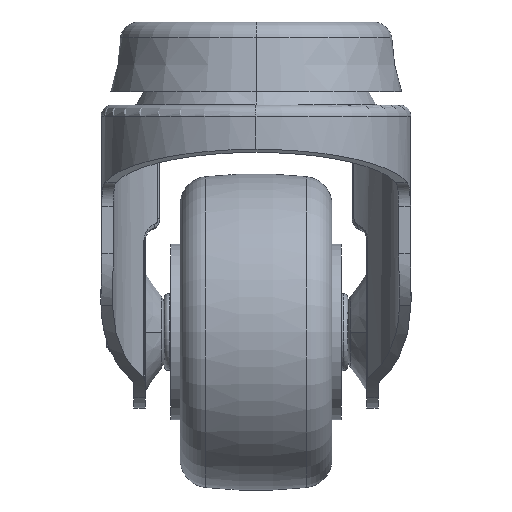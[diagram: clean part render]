
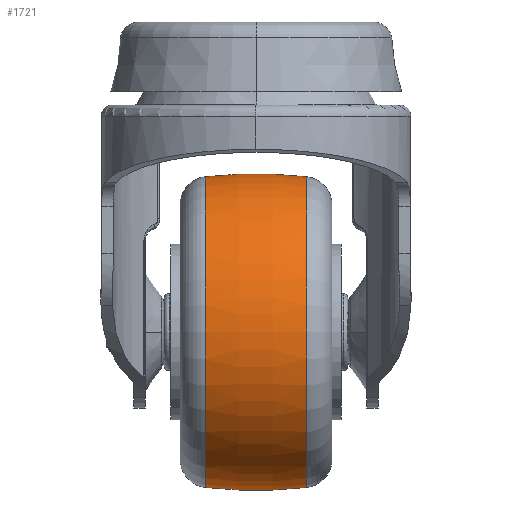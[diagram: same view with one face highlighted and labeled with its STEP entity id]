
A CAD part, left-side view. The second image highlights one B-rep face of the part: STEP entity #1721.
In plain terms, the highlighted toroidal (fillet/blend) face has major radius 47.5 mm and minor radius 72.5 mm.
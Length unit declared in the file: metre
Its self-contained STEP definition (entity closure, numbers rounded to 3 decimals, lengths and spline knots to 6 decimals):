
#1721=ADVANCED_FACE('',(#2451),#2452,.T.);
#2451=FACE_OUTER_BOUND('',#6730,.T.);
#2452=TOROIDAL_SURFACE('',#6731,-0.0475,0.0725);
#6730=EDGE_LOOP('',(#15793,#15794,#15795,#15796));
#6731=AXIS2_PLACEMENT_3D('',#15797,#15798,#15799);
#15793=ORIENTED_EDGE('',*,*,#18262,.T.);
#15794=ORIENTED_EDGE('',*,*,#18270,.F.);
#15795=ORIENTED_EDGE('',*,*,#18264,.T.);
#15796=ORIENTED_EDGE('',*,*,#18268,.T.);
#15797=CARTESIAN_POINT('',(0.0,0.,0.0));
#15798=DIRECTION('',(0.0,1.0,0.));
#15799=DIRECTION('',(0.0,0.,1.0));
#18262=EDGE_CURVE('',#19565,#19557,#19566,.T.);
#18264=EDGE_CURVE('',#19560,#19567,#19569,.T.);
#18268=EDGE_CURVE('',#19567,#19565,#19575,.T.);
#18270=EDGE_CURVE('',#19560,#19557,#19577,.T.);
#19557=VERTEX_POINT('',#22340);
#19560=VERTEX_POINT('',#22343);
#19565=VERTEX_POINT('',#22348);
#19566=CIRCLE('',#22349,0.0725);
#19567=VERTEX_POINT('',#22350);
#19569=CIRCLE('',#22352,0.0725);
#19575=CIRCLE('',#22358,0.024558);
#19577=CIRCLE('',#22360,0.024558);
#22340=CARTESIAN_POINT('',(0.0,0.007996,0.024558));
#22343=CARTESIAN_POINT('',(0.,0.007996,-0.024558));
#22348=CARTESIAN_POINT('',(0.0,-0.007996,0.024558));
#22349=AXIS2_PLACEMENT_3D('',#33382,#33383,#33384);
#22350=CARTESIAN_POINT('',(0.,-0.007996,-0.024558));
#22352=AXIS2_PLACEMENT_3D('',#33388,#33389,#33390);
#22358=AXIS2_PLACEMENT_3D('',#33400,#33401,#33402);
#22360=AXIS2_PLACEMENT_3D('',#33406,#33407,#33408);
#33382=CARTESIAN_POINT('',(0.,0.,-0.0475));
#33383=DIRECTION('',(-1.0,0.,0.));
#33384=DIRECTION('',(0.,0.,1.0));
#33388=CARTESIAN_POINT('',(0.,0.,0.0475));
#33389=DIRECTION('',(-1.0,0.,0.));
#33390=DIRECTION('',(0.,0.,-1.0));
#33400=CARTESIAN_POINT('',(0.0,-0.007996,0.));
#33401=DIRECTION('',(0.0,1.0,0.));
#33402=DIRECTION('',(0.0,0.,1.0));
#33406=CARTESIAN_POINT('',(0.0,0.007996,0.));
#33407=DIRECTION('',(0.0,1.0,0.));
#33408=DIRECTION('',(0.0,0.,1.0));
